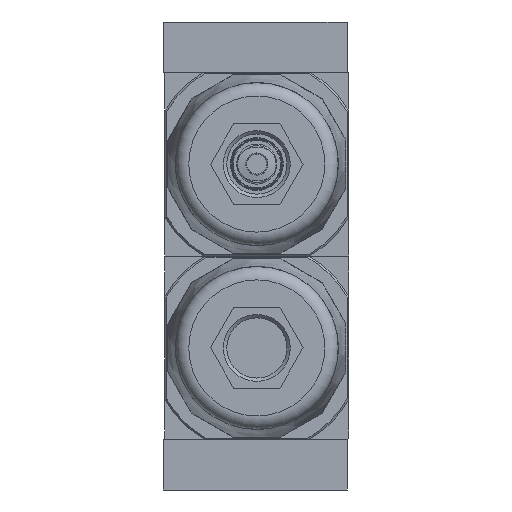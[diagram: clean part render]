
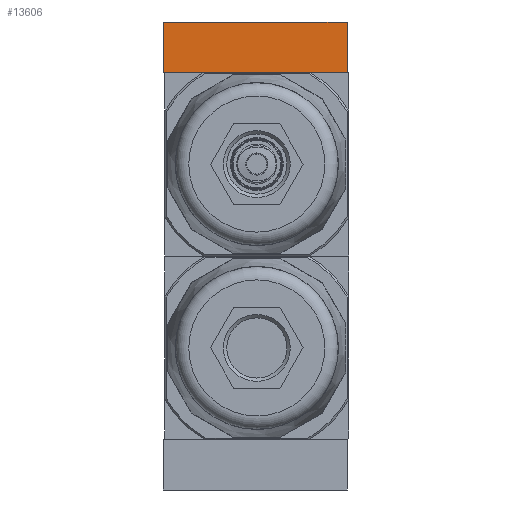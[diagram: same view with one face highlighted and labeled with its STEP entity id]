
A CAD part, front view. The second image highlights one B-rep face of the part: STEP entity #13606.
In plain terms, the highlighted planar face has unit normal (0, -1, 0).
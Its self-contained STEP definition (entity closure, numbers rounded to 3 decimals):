
#1715=ORIENTED_EDGE('',*,*,#5773,.T.);
#1716=ORIENTED_EDGE('',*,*,#5798,.F.);
#1717=ORIENTED_EDGE('',*,*,#5799,.F.);
#1718=ORIENTED_EDGE('',*,*,#5795,.T.);
#5773=EDGE_CURVE('',#7813,#7815,#9226,.T.);
#5795=EDGE_CURVE('',#7837,#7813,#9233,.T.);
#5798=EDGE_CURVE('',#7839,#7815,#9236,.T.);
#5799=EDGE_CURVE('',#7837,#7839,#9237,.T.);
#7813=VERTEX_POINT('',#24959);
#7815=VERTEX_POINT('',#24963);
#7837=VERTEX_POINT('',#25010);
#7839=VERTEX_POINT('',#25016);
#9226=LINE('',#24964,#10078);
#9233=LINE('',#25009,#10085);
#9236=LINE('',#25015,#10088);
#9237=LINE('',#25017,#10089);
#10078=VECTOR('',#20952,1000.);
#10085=VECTOR('',#20993,1000.);
#10088=VECTOR('',#20998,1000.);
#10089=VECTOR('',#20999,1000.);
#10936=EDGE_LOOP('',(#1715,#1716,#1717,#1718));
#12047=FACE_BOUND('',#10936,.T.);
#13158=PLANE('',#19385);
#13606=ADVANCED_FACE('',(#12047),#13158,.F.);
#19385=AXIS2_PLACEMENT_3D('',#25014,#20996,#20997);
#20952=DIRECTION('',(1.,0.,0.));
#20993=DIRECTION('',(0.,0.,-1.));
#20996=DIRECTION('',(0.,1.,0.));
#20997=DIRECTION('',(0.,0.,1.));
#20998=DIRECTION('',(0.,0.,-1.));
#20999=DIRECTION('',(1.,0.,0.));
#24959=CARTESIAN_POINT('',(-27.5,-16.,-7.5));
#24963=CARTESIAN_POINT('',(27.5,-16.,-7.5));
#24964=CARTESIAN_POINT('',(-27.5,-16.,-7.5));
#25009=CARTESIAN_POINT('',(-27.5,-16.,7.5));
#25010=CARTESIAN_POINT('',(-27.5,-16.,7.5));
#25014=CARTESIAN_POINT('',(-27.5,-16.,7.5));
#25015=CARTESIAN_POINT('',(27.5,-16.,7.5));
#25016=CARTESIAN_POINT('',(27.5,-16.,7.5));
#25017=CARTESIAN_POINT('',(-27.5,-16.,7.5));
